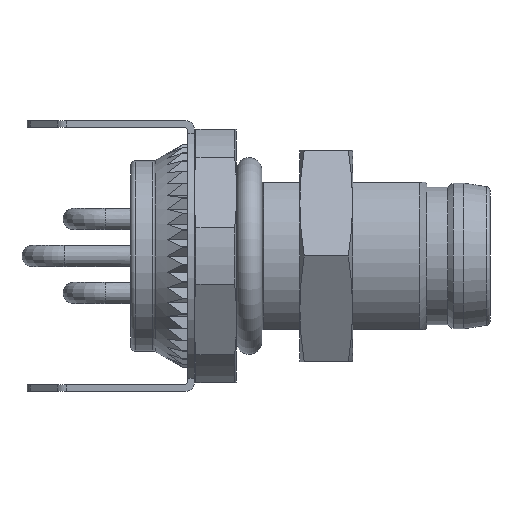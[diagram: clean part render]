
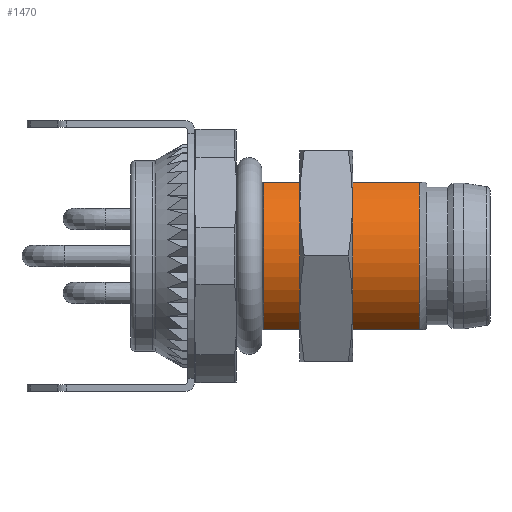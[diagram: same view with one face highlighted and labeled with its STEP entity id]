
A CAD part, front view. The second image highlights one B-rep face of the part: STEP entity #1470.
In plain terms, the highlighted cylindrical face has radius 4 mm (diameter 8 mm), a partial arc.
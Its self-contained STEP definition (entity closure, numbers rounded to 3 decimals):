
#142=CYLINDRICAL_SURFACE('',#5478,4.);
#242=LINE('',#7629,#632);
#243=LINE('',#7634,#633);
#632=VECTOR('',#6067,1.);
#633=VECTOR('',#6070,1.);
#1058=FACE_OUTER_BOUND('',#2015,.T.);
#1470=ADVANCED_FACE('',(#1058),#142,.T.);
#2015=EDGE_LOOP('',(#2427,#2428,#2429,#2430));
#2427=ORIENTED_EDGE('',*,*,#4484,.F.);
#2428=ORIENTED_EDGE('',*,*,#4485,.T.);
#2429=ORIENTED_EDGE('',*,*,#4486,.F.);
#2430=ORIENTED_EDGE('',*,*,#4487,.T.);
#3943=VERTEX_POINT('',#7630);
#3944=VERTEX_POINT('',#7631);
#3945=VERTEX_POINT('',#7633);
#3946=VERTEX_POINT('',#7635);
#4484=EDGE_CURVE('',#3943,#3944,#242,.T.);
#4485=EDGE_CURVE('',#3943,#3945,#5220,.T.);
#4486=EDGE_CURVE('',#3946,#3945,#243,.T.);
#4487=EDGE_CURVE('',#3946,#3944,#5221,.T.);
#5220=CIRCLE('',#5476,4.);
#5221=CIRCLE('',#5477,4.);
#5476=AXIS2_PLACEMENT_3D('',#7632,#6068,#6069);
#5477=AXIS2_PLACEMENT_3D('',#7636,#6071,#6072);
#5478=AXIS2_PLACEMENT_3D('',#7637,#6073,#6074);
#6067=DIRECTION('',(1.,0.,0.));
#6068=DIRECTION('',(1.,0.,0.));
#6069=DIRECTION('',(0.,0.,-1.));
#6070=DIRECTION('',(-1.,0.,0.));
#6071=DIRECTION('',(-1.,0.,0.));
#6072=DIRECTION('',(0.,0.,-1.));
#6073=DIRECTION('',(1.,0.,0.));
#6074=DIRECTION('',(0.,0.,-1.));
#7629=CARTESIAN_POINT('',(9.5,-1.936,3.5));
#7630=CARTESIAN_POINT('',(6.289,-1.936,3.5));
#7631=CARTESIAN_POINT('',(13.654,-1.936,3.5));
#7632=CARTESIAN_POINT('',(6.289,0.,0.));
#7633=CARTESIAN_POINT('',(6.289,-1.936,-3.5));
#7634=CARTESIAN_POINT('',(9.5,-1.936,-3.5));
#7635=CARTESIAN_POINT('',(13.654,-1.936,-3.5));
#7636=CARTESIAN_POINT('',(13.654,0.,0.));
#7637=CARTESIAN_POINT('',(9.5,0.,0.));
